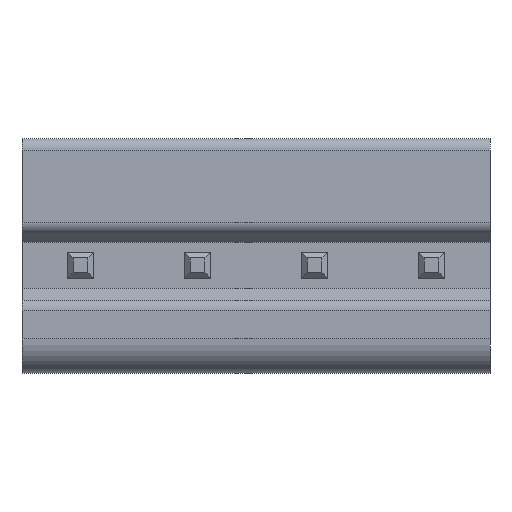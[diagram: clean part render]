
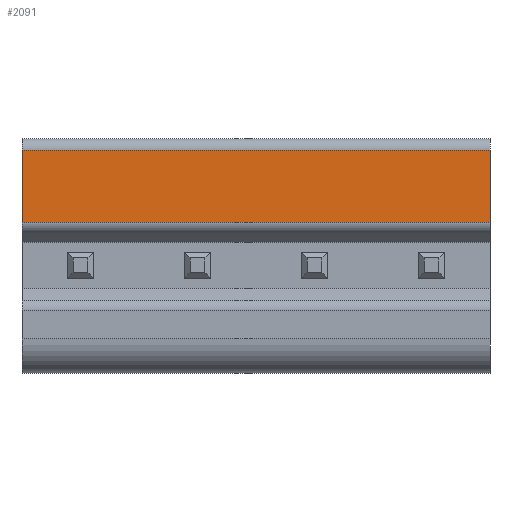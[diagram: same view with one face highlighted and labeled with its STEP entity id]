
A CAD part, front view. The second image highlights one B-rep face of the part: STEP entity #2091.
In plain terms, the highlighted planar face has unit normal (0, -1, 0).
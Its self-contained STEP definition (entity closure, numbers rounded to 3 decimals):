
#69 = VERTEX_POINT ( 'NONE', #1711 ) ;
#98 = CARTESIAN_POINT ( 'NONE',  ( 20.32, 0., -0.5 ) ) ;
#123 = VERTEX_POINT ( 'NONE', #4007 ) ;
#171 = VECTOR ( 'NONE', #3665, 1000. ) ;
#367 = EDGE_CURVE ( 'NONE', #4144, #69, #980, .T. ) ;
#495 = DIRECTION ( 'NONE',  ( 0., 0., -1. ) ) ;
#546 = EDGE_CURVE ( 'NONE', #69, #4167, #1629, .T. ) ;
#833 = LINE ( 'NONE', #3520, #3337 ) ;
#894 = CARTESIAN_POINT ( 'NONE',  ( 20.32, 0., -3.634 ) ) ;
#970 = ORIENTED_EDGE ( 'NONE', *, *, #546, .F. ) ;
#980 = LINE ( 'NONE', #2324, #171 ) ;
#1280 = CARTESIAN_POINT ( 'NONE',  ( 0., 0., -3.634 ) ) ;
#1456 = EDGE_CURVE ( 'NONE', #4144, #123, #2066, .T. ) ;
#1629 = LINE ( 'NONE', #894, #4182 ) ;
#1658 = EDGE_CURVE ( 'NONE', #123, #4167, #833, .T. ) ;
#1685 = DIRECTION ( 'NONE',  ( 0., 1., 0. ) ) ;
#1711 = CARTESIAN_POINT ( 'NONE',  ( 20.32, 0., -3.634 ) ) ;
#1807 = ORIENTED_EDGE ( 'NONE', *, *, #367, .F. ) ;
#1851 = VECTOR ( 'NONE', #3814, 1000. ) ;
#1982 = PLANE ( 'NONE',  #3397 ) ;
#2008 = EDGE_LOOP ( 'NONE', ( #3230, #970, #1807, #2842 ) ) ;
#2033 = DIRECTION ( 'NONE',  ( 0., 0., 1. ) ) ;
#2066 = LINE ( 'NONE', #98, #1851 ) ;
#2091 = ADVANCED_FACE ( 'NONE', ( #2963 ), #1982, .F. ) ;
#2324 = CARTESIAN_POINT ( 'NONE',  ( 20.32, 0., -0.5 ) ) ;
#2379 = CARTESIAN_POINT ( 'NONE',  ( 20.32, 0., -0.5 ) ) ;
#2564 = DIRECTION ( 'NONE',  ( -1., 0., 0. ) ) ;
#2842 = ORIENTED_EDGE ( 'NONE', *, *, #1456, .T. ) ;
#2918 = CARTESIAN_POINT ( 'NONE',  ( 20.32, 0., -0.5 ) ) ;
#2963 = FACE_OUTER_BOUND ( 'NONE', #2008, .T. ) ;
#3230 = ORIENTED_EDGE ( 'NONE', *, *, #1658, .T. ) ;
#3337 = VECTOR ( 'NONE', #495, 1000. ) ;
#3397 = AXIS2_PLACEMENT_3D ( 'NONE', #2379, #1685, #2033 ) ;
#3520 = CARTESIAN_POINT ( 'NONE',  ( 0., 0., -0.5 ) ) ;
#3665 = DIRECTION ( 'NONE',  ( 0., 0., -1. ) ) ;
#3814 = DIRECTION ( 'NONE',  ( -1., 0., 0. ) ) ;
#4007 = CARTESIAN_POINT ( 'NONE',  ( 0., 0., -0.5 ) ) ;
#4144 = VERTEX_POINT ( 'NONE', #2918 ) ;
#4167 = VERTEX_POINT ( 'NONE', #1280 ) ;
#4182 = VECTOR ( 'NONE', #2564, 1000. ) ;
